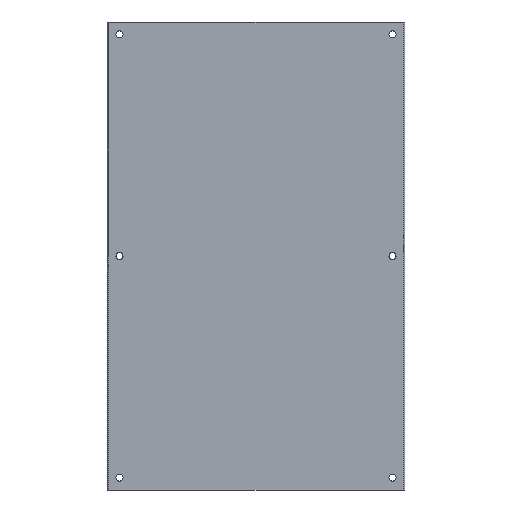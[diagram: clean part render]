
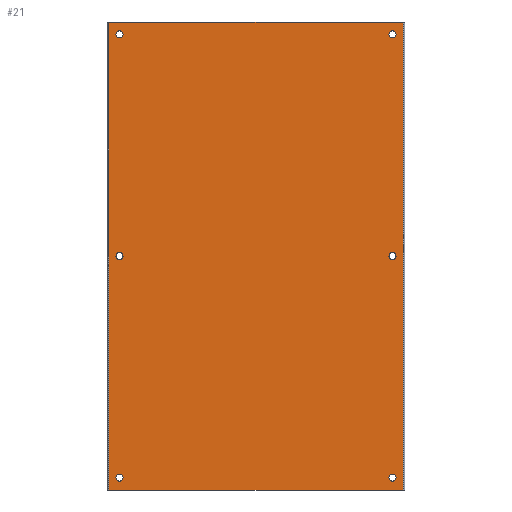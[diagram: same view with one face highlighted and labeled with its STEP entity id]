
A CAD part, front view. The second image highlights one B-rep face of the part: STEP entity #21.
In plain terms, the highlighted planar face has unit normal (0, -1, 0).
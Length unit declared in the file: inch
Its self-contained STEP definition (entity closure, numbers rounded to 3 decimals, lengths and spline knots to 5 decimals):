
#21 = ADVANCED_FACE ( 'NONE', ( #198, #328, #44, #888, #1010, #963, #801 ), #1008, .T. ) ;
#22 = VERTEX_POINT ( 'NONE', #32 ) ;
#32 = CARTESIAN_POINT ( 'NONE',  ( -10.375, 0., 16.5 ) ) ;
#39 = DIRECTION ( 'NONE',  ( 0., 1., 0. ) ) ;
#44 = FACE_BOUND ( 'NONE', #386, .T. ) ;
#58 = CIRCLE ( 'NONE', #879, 0.25 ) ;
#64 = AXIS2_PLACEMENT_3D ( 'NONE', #584, #741, #264 ) ;
#70 = ORIENTED_EDGE ( 'NONE', *, *, #173, .T. ) ;
#92 = CARTESIAN_POINT ( 'NONE',  ( 10.375, 0., 16.5 ) ) ;
#104 = DIRECTION ( 'NONE',  ( 0., 0., 1. ) ) ;
#113 = DIRECTION ( 'NONE',  ( 0., 1., 0. ) ) ;
#126 = VERTEX_POINT ( 'NONE', #139 ) ;
#139 = CARTESIAN_POINT ( 'NONE',  ( 10.375, 0., -16.5 ) ) ;
#147 = VERTEX_POINT ( 'NONE', #603 ) ;
#157 = LINE ( 'NONE', #748, #527 ) ;
#161 = ORIENTED_EDGE ( 'NONE', *, *, #829, .T. ) ;
#169 = AXIS2_PLACEMENT_3D ( 'NONE', #933, #191, #204 ) ;
#173 = EDGE_CURVE ( 'NONE', #952, #952, #611, .T. ) ;
#174 = DIRECTION ( 'NONE',  ( 1., 0., 0. ) ) ;
#175 = CARTESIAN_POINT ( 'NONE',  ( -9.625, 0., -15.625 ) ) ;
#177 = LINE ( 'NONE', #281, #796 ) ;
#191 = DIRECTION ( 'NONE',  ( 0., -1., 0. ) ) ;
#196 = CARTESIAN_POINT ( 'NONE',  ( -9.625, 0., -15.375 ) ) ;
#198 = FACE_OUTER_BOUND ( 'NONE', #467, .T. ) ;
#202 = CARTESIAN_POINT ( 'NONE',  ( 9.625, 0., -15.625 ) ) ;
#204 = DIRECTION ( 'NONE',  ( 0., 0., -1. ) ) ;
#206 = DIRECTION ( 'NONE',  ( 0., 1., 0. ) ) ;
#211 = CARTESIAN_POINT ( 'NONE',  ( 9.625, 0., 15.625 ) ) ;
#219 = CARTESIAN_POINT ( 'NONE',  ( -9.625, 0., 0.25 ) ) ;
#224 = CIRCLE ( 'NONE', #767, 0.25 ) ;
#260 = EDGE_CURVE ( 'NONE', #368, #368, #650, .T. ) ;
#261 = CARTESIAN_POINT ( 'NONE',  ( -9.625, 0., 15.625 ) ) ;
#264 = DIRECTION ( 'NONE',  ( 0., 0., 1. ) ) ;
#273 = VERTEX_POINT ( 'NONE', #868 ) ;
#275 = ORIENTED_EDGE ( 'NONE', *, *, #260, .T. ) ;
#278 = DIRECTION ( 'NONE',  ( 0., 1., 0. ) ) ;
#281 = CARTESIAN_POINT ( 'NONE',  ( 10.375, 0., -16.5 ) ) ;
#286 = EDGE_CURVE ( 'NONE', #22, #776, #157, .T. ) ;
#328 = FACE_BOUND ( 'NONE', #355, .T. ) ;
#355 = EDGE_LOOP ( 'NONE', ( #745 ) ) ;
#357 = CARTESIAN_POINT ( 'NONE',  ( -10.375, 0., -16.5 ) ) ;
#368 = VERTEX_POINT ( 'NONE', #196 ) ;
#383 = EDGE_LOOP ( 'NONE', ( #490 ) ) ;
#386 = EDGE_LOOP ( 'NONE', ( #470 ) ) ;
#399 = CARTESIAN_POINT ( 'NONE',  ( -10.5, 0., -16.5 ) ) ;
#400 = EDGE_CURVE ( 'NONE', #681, #126, #177, .T. ) ;
#412 = AXIS2_PLACEMENT_3D ( 'NONE', #211, #39, #697 ) ;
#420 = AXIS2_PLACEMENT_3D ( 'NONE', #261, #113, #1005 ) ;
#457 = VECTOR ( 'NONE', #806, 39.37008 ) ;
#467 = EDGE_LOOP ( 'NONE', ( #1031, #732, #761, #995 ) ) ;
#470 = ORIENTED_EDGE ( 'NONE', *, *, #983, .T. ) ;
#480 = VECTOR ( 'NONE', #174, 39.37008 ) ;
#490 = ORIENTED_EDGE ( 'NONE', *, *, #970, .T. ) ;
#505 = DIRECTION ( 'NONE',  ( 0., 1., 0. ) ) ;
#523 = LINE ( 'NONE', #399, #457 ) ;
#527 = VECTOR ( 'NONE', #744, 39.37008 ) ;
#559 = EDGE_CURVE ( 'NONE', #126, #776, #523, .T. ) ;
#561 = CIRCLE ( 'NONE', #420, 0.25 ) ;
#570 = LINE ( 'NONE', #978, #480 ) ;
#584 = CARTESIAN_POINT ( 'NONE',  ( 9.625, 0., 0. ) ) ;
#603 = CARTESIAN_POINT ( 'NONE',  ( -9.625, 0., 15.875 ) ) ;
#609 = DIRECTION ( 'NONE',  ( 0., 0., 1. ) ) ;
#611 = CIRCLE ( 'NONE', #64, 0.25 ) ;
#645 = EDGE_CURVE ( 'NONE', #22, #681, #570, .T. ) ;
#650 = CIRCLE ( 'NONE', #714, 0.25 ) ;
#657 = CIRCLE ( 'NONE', #412, 0.25 ) ;
#681 = VERTEX_POINT ( 'NONE', #92 ) ;
#692 = CARTESIAN_POINT ( 'NONE',  ( -9.625, 0., 0. ) ) ;
#694 = VERTEX_POINT ( 'NONE', #219 ) ;
#697 = DIRECTION ( 'NONE',  ( 0., 0., 1. ) ) ;
#714 = AXIS2_PLACEMENT_3D ( 'NONE', #175, #505, #104 ) ;
#732 = ORIENTED_EDGE ( 'NONE', *, *, #400, .F. ) ;
#741 = DIRECTION ( 'NONE',  ( 0., 1., 0. ) ) ;
#744 = DIRECTION ( 'NONE',  ( 0., 0., -1. ) ) ;
#745 = ORIENTED_EDGE ( 'NONE', *, *, #920, .T. ) ;
#748 = CARTESIAN_POINT ( 'NONE',  ( -10.375, 0., -16.5 ) ) ;
#758 = EDGE_LOOP ( 'NONE', ( #70 ) ) ;
#761 = ORIENTED_EDGE ( 'NONE', *, *, #645, .F. ) ;
#767 = AXIS2_PLACEMENT_3D ( 'NONE', #692, #206, #609 ) ;
#774 = VERTEX_POINT ( 'NONE', #881 ) ;
#776 = VERTEX_POINT ( 'NONE', #357 ) ;
#796 = VECTOR ( 'NONE', #856, 39.37008 ) ;
#801 = FACE_BOUND ( 'NONE', #758, .T. ) ;
#806 = DIRECTION ( 'NONE',  ( -1., 0., 0. ) ) ;
#812 = EDGE_LOOP ( 'NONE', ( #161 ) ) ;
#829 = EDGE_CURVE ( 'NONE', #147, #147, #561, .T. ) ;
#856 = DIRECTION ( 'NONE',  ( 0., 0., -1. ) ) ;
#862 = CARTESIAN_POINT ( 'NONE',  ( 9.625, 0., 0.25 ) ) ;
#863 = EDGE_LOOP ( 'NONE', ( #275 ) ) ;
#864 = DIRECTION ( 'NONE',  ( 0., 0., 1. ) ) ;
#868 = CARTESIAN_POINT ( 'NONE',  ( 9.625, 0., 15.875 ) ) ;
#879 = AXIS2_PLACEMENT_3D ( 'NONE', #202, #278, #864 ) ;
#881 = CARTESIAN_POINT ( 'NONE',  ( 9.625, 0., -15.375 ) ) ;
#888 = FACE_BOUND ( 'NONE', #863, .T. ) ;
#920 = EDGE_CURVE ( 'NONE', #273, #273, #657, .T. ) ;
#933 = CARTESIAN_POINT ( 'NONE',  ( -10.5, 0., -16.5 ) ) ;
#952 = VERTEX_POINT ( 'NONE', #862 ) ;
#963 = FACE_BOUND ( 'NONE', #383, .T. ) ;
#970 = EDGE_CURVE ( 'NONE', #694, #694, #224, .T. ) ;
#978 = CARTESIAN_POINT ( 'NONE',  ( 10.5, 0., 16.5 ) ) ;
#983 = EDGE_CURVE ( 'NONE', #774, #774, #58, .T. ) ;
#995 = ORIENTED_EDGE ( 'NONE', *, *, #286, .T. ) ;
#1005 = DIRECTION ( 'NONE',  ( 0., 0., 1. ) ) ;
#1008 = PLANE ( 'NONE',  #169 ) ;
#1010 = FACE_BOUND ( 'NONE', #812, .T. ) ;
#1031 = ORIENTED_EDGE ( 'NONE', *, *, #559, .F. ) ;
